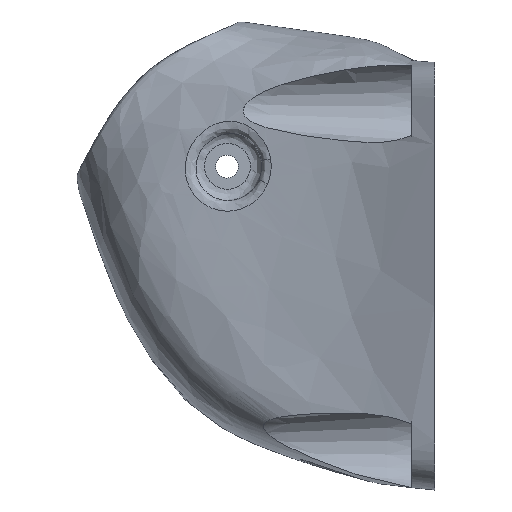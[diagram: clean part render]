
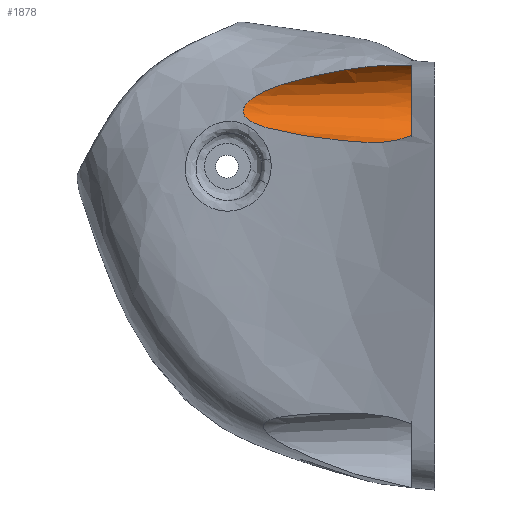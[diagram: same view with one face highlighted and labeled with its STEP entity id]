
A CAD part, left-side view. The second image highlights one B-rep face of the part: STEP entity #1878.
In plain terms, the highlighted conical face has half-angle 5 degrees and reference radius 3.75 mm.
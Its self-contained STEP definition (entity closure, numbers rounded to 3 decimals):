
#19=CONICAL_SURFACE('',#1994,3.75,0.087);
#153=B_SPLINE_CURVE_WITH_KNOTS('',3,(#4397,#4398,#4399,#4400,#4401,#4402,
#4403,#4404,#4405,#4406,#4407,#4408,#4409,#4410,#4411,#4412,#4413,#4414,
#4415,#4416,#4417,#4418,#4419,#4420,#4421,#4422,#4423,#4424,#4425,#4426,
#4427,#4428,#4429,#4430,#4431,#4432,#4433,#4434,#4435,#4436,#4437,#4438,
#4439,#4440,#4441,#4442,#4443,#4444,#4445,#4446,#4447,#4448,#4449,#4450,
#4451,#4452,#4453,#4454,#4455,#4456,#4457,#4458,#4459,#4460,#4461,#4462,
#4463,#4464,#4465,#4466,#4467,#4468,#4469,#4470,#4471,#4472),
 .UNSPECIFIED.,.F.,.F.,(4,3,3,3,3,3,3,3,3,3,3,3,3,3,3,3,3,3,3,3,3,3,3,3,
3,4),(-7.897,-6.601,-5.559,-4.958,
-4.836,-4.179,-3.731,-3.565,
-3.209,-2.844,-2.604,-2.52,
-2.34,-2.161,-1.809,-1.773,-1.581,
-1.021,-0.921,-0.559,-0.416,
-0.374,-0.245,-0.142,-0.077,
0.),.UNSPECIFIED.);
#387=FACE_OUTER_BOUND('',#520,.T.);
#520=EDGE_LOOP('',(#1686,#1687));
#713=CIRCLE('',#1995,3.75);
#814=VERTEX_POINT('',#4395);
#815=VERTEX_POINT('',#4396);
#1027=EDGE_CURVE('',#814,#815,#153,.T.);
#1169=EDGE_CURVE('',#815,#814,#713,.T.);
#1686=ORIENTED_EDGE('',*,*,#1027,.F.);
#1687=ORIENTED_EDGE('',*,*,#1169,.F.);
#1878=ADVANCED_FACE('',(#387),#19,.F.);
#1994=AXIS2_PLACEMENT_3D('',#11528,#2267,#2268);
#1995=AXIS2_PLACEMENT_3D('',#11529,#2269,#2270);
#2267=DIRECTION('center_axis',(0.,-1.,0.));
#2268=DIRECTION('ref_axis',(1.,0.,0.));
#2269=DIRECTION('center_axis',(0.,1.,0.));
#2270=DIRECTION('ref_axis',(1.,0.,0.));
#4395=CARTESIAN_POINT('',(-17.522,2.,12.225));
#4396=CARTESIAN_POINT('',(-13.296,2.,18.341));
#4397=CARTESIAN_POINT('Ctrl Pts',(-17.522,2.,12.225));
#4398=CARTESIAN_POINT('Ctrl Pts',(-17.233,2.481,12.019));
#4399=CARTESIAN_POINT('Ctrl Pts',(-16.886,3.021,11.84));
#4400=CARTESIAN_POINT('Ctrl Pts',(-16.52,3.685,11.734));
#4401=CARTESIAN_POINT('Ctrl Pts',(-16.225,4.218,11.648));
#4402=CARTESIAN_POINT('Ctrl Pts',(-15.939,4.822,11.617));
#4403=CARTESIAN_POINT('Ctrl Pts',(-15.695,5.422,11.62));
#4404=CARTESIAN_POINT('Ctrl Pts',(-15.553,5.768,11.622));
#4405=CARTESIAN_POINT('Ctrl Pts',(-15.427,6.096,11.631));
#4406=CARTESIAN_POINT('Ctrl Pts',(-15.253,6.607,11.663));
#4407=CARTESIAN_POINT('Ctrl Pts',(-15.217,6.71,11.669));
#4408=CARTESIAN_POINT('Ctrl Pts',(-15.181,6.819,11.676));
#4409=CARTESIAN_POINT('Ctrl Pts',(-15.143,6.934,11.685));
#4410=CARTESIAN_POINT('Ctrl Pts',(-14.94,7.554,11.73));
#4411=CARTESIAN_POINT('Ctrl Pts',(-14.703,8.356,11.812));
#4412=CARTESIAN_POINT('Ctrl Pts',(-14.496,9.292,11.929));
#4413=CARTESIAN_POINT('Ctrl Pts',(-14.354,9.931,12.009));
#4414=CARTESIAN_POINT('Ctrl Pts',(-14.228,10.614,12.101));
#4415=CARTESIAN_POINT('Ctrl Pts',(-14.101,11.305,12.205));
#4416=CARTESIAN_POINT('Ctrl Pts',(-14.054,11.56,12.244));
#4417=CARTESIAN_POINT('Ctrl Pts',(-14.006,11.816,12.284));
#4418=CARTESIAN_POINT('Ctrl Pts',(-13.957,12.071,12.327));
#4419=CARTESIAN_POINT('Ctrl Pts',(-13.852,12.618,12.42));
#4420=CARTESIAN_POINT('Ctrl Pts',(-13.739,13.161,12.525));
#4421=CARTESIAN_POINT('Ctrl Pts',(-13.621,13.682,12.646));
#4422=CARTESIAN_POINT('Ctrl Pts',(-13.5,14.218,12.771));
#4423=CARTESIAN_POINT('Ctrl Pts',(-13.357,14.811,12.932));
#4424=CARTESIAN_POINT('Ctrl Pts',(-13.205,15.346,13.144));
#4425=CARTESIAN_POINT('Ctrl Pts',(-13.105,15.698,13.283));
#4426=CARTESIAN_POINT('Ctrl Pts',(-13.002,16.031,13.44));
#4427=CARTESIAN_POINT('Ctrl Pts',(-12.888,16.305,13.666));
#4428=CARTESIAN_POINT('Ctrl Pts',(-12.847,16.401,13.745));
#4429=CARTESIAN_POINT('Ctrl Pts',(-12.805,16.49,13.835));
#4430=CARTESIAN_POINT('Ctrl Pts',(-12.763,16.559,13.937));
#4431=CARTESIAN_POINT('Ctrl Pts',(-12.673,16.706,14.157));
#4432=CARTESIAN_POINT('Ctrl Pts',(-12.587,16.718,14.45));
#4433=CARTESIAN_POINT('Ctrl Pts',(-12.546,16.595,14.696));
#4434=CARTESIAN_POINT('Ctrl Pts',(-12.505,16.474,14.939));
#4435=CARTESIAN_POINT('Ctrl Pts',(-12.496,16.269,15.139));
#4436=CARTESIAN_POINT('Ctrl Pts',(-12.499,16.055,15.313));
#4437=CARTESIAN_POINT('Ctrl Pts',(-12.505,15.633,15.656));
#4438=CARTESIAN_POINT('Ctrl Pts',(-12.551,15.159,15.922));
#4439=CARTESIAN_POINT('Ctrl Pts',(-12.639,14.484,16.221));
#4440=CARTESIAN_POINT('Ctrl Pts',(-12.648,14.414,16.252));
#4441=CARTESIAN_POINT('Ctrl Pts',(-12.658,14.342,16.283));
#4442=CARTESIAN_POINT('Ctrl Pts',(-12.668,14.269,16.314));
#4443=CARTESIAN_POINT('Ctrl Pts',(-12.721,13.88,16.478));
#4444=CARTESIAN_POINT('Ctrl Pts',(-12.789,13.428,16.643));
#4445=CARTESIAN_POINT('Ctrl Pts',(-12.857,12.98,16.786));
#4446=CARTESIAN_POINT('Ctrl Pts',(-13.056,11.674,17.203));
#4447=CARTESIAN_POINT('Ctrl Pts',(-13.254,10.244,17.487));
#4448=CARTESIAN_POINT('Ctrl Pts',(-13.421,9.154,17.696));
#4449=CARTESIAN_POINT('Ctrl Pts',(-13.451,8.96,17.733));
#4450=CARTESIAN_POINT('Ctrl Pts',(-13.481,8.779,17.768));
#4451=CARTESIAN_POINT('Ctrl Pts',(-13.51,8.61,17.8));
#4452=CARTESIAN_POINT('Ctrl Pts',(-13.614,7.999,17.916));
#4453=CARTESIAN_POINT('Ctrl Pts',(-13.704,7.541,17.999));
#4454=CARTESIAN_POINT('Ctrl Pts',(-13.772,7.011,18.076));
#4455=CARTESIAN_POINT('Ctrl Pts',(-13.799,6.8,18.106));
#4456=CARTESIAN_POINT('Ctrl Pts',(-13.836,6.485,18.15));
#4457=CARTESIAN_POINT('Ctrl Pts',(-13.853,6.079,18.194));
#4458=CARTESIAN_POINT('Ctrl Pts',(-13.858,5.961,18.206));
#4459=CARTESIAN_POINT('Ctrl Pts',(-13.861,5.835,18.219));
#4460=CARTESIAN_POINT('Ctrl Pts',(-13.861,5.703,18.231));
#4461=CARTESIAN_POINT('Ctrl Pts',(-13.86,5.294,18.269));
#4462=CARTESIAN_POINT('Ctrl Pts',(-13.832,4.824,18.303));
#4463=CARTESIAN_POINT('Ctrl Pts',(-13.759,4.315,18.323));
#4464=CARTESIAN_POINT('Ctrl Pts',(-13.701,3.91,18.339));
#4465=CARTESIAN_POINT('Ctrl Pts',(-13.626,3.576,18.341));
#4466=CARTESIAN_POINT('Ctrl Pts',(-13.553,3.27,18.339));
#4467=CARTESIAN_POINT('Ctrl Pts',(-13.507,3.077,18.337));
#4468=CARTESIAN_POINT('Ctrl Pts',(-13.46,2.894,18.334));
#4469=CARTESIAN_POINT('Ctrl Pts',(-13.419,2.707,18.332));
#4470=CARTESIAN_POINT('Ctrl Pts',(-13.369,2.484,18.33));
#4471=CARTESIAN_POINT('Ctrl Pts',(-13.327,2.255,18.331));
#4472=CARTESIAN_POINT('Ctrl Pts',(-13.296,2.,18.341));
#11528=CARTESIAN_POINT('Origin',(-15.,2.,15.));
#11529=CARTESIAN_POINT('Origin',(-15.,2.,15.));
